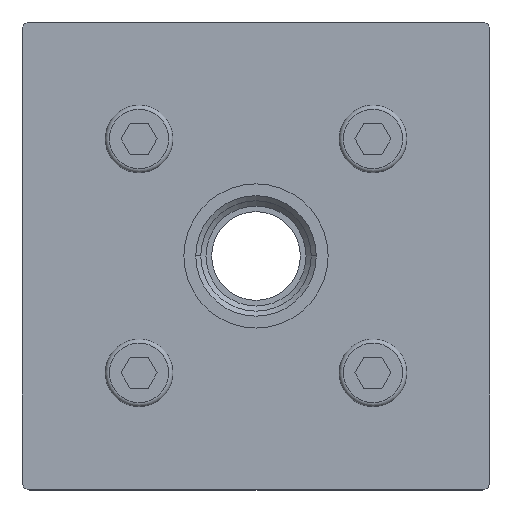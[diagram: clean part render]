
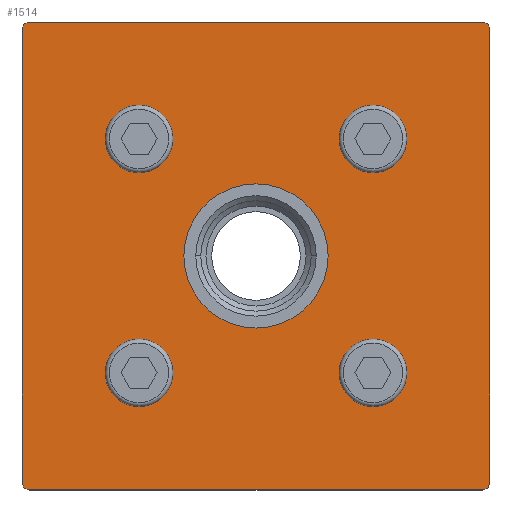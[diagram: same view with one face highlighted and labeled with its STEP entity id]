
A CAD part, top view. The second image highlights one B-rep face of the part: STEP entity #1514.
In plain terms, the highlighted planar face has unit normal (0, 0, 1).
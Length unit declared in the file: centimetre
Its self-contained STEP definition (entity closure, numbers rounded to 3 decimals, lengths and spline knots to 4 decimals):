
#58=FACE_BOUND('',#290,.T.);
#59=FACE_BOUND('',#291,.T.);
#60=FACE_BOUND('',#292,.T.);
#61=FACE_BOUND('',#293,.T.);
#62=FACE_BOUND('',#294,.T.);
#96=PLANE('',#1668);
#175=FACE_OUTER_BOUND('',#289,.T.);
#289=EDGE_LOOP('',(#1263,#1264,#1265,#1266,#1267,#1268,#1269,#1270));
#290=EDGE_LOOP('',(#1271));
#291=EDGE_LOOP('',(#1272));
#292=EDGE_LOOP('',(#1273));
#293=EDGE_LOOP('',(#1274));
#294=EDGE_LOOP('',(#1275));
#412=LINE('',#2475,#543);
#413=LINE('',#2479,#544);
#414=LINE('',#2483,#545);
#415=LINE('',#2487,#546);
#543=VECTOR('',#2024,1.);
#544=VECTOR('',#2027,1.);
#545=VECTOR('',#2030,1.);
#546=VECTOR('',#2033,1.);
#634=CIRCLE('',#1639,4.5);
#636=CIRCLE('',#1642,4.5);
#645=CIRCLE('',#1657,13.8684);
#653=CIRCLE('',#1669,1.5);
#654=CIRCLE('',#1670,1.5);
#655=CIRCLE('',#1671,1.5);
#656=CIRCLE('',#1672,1.5);
#657=CIRCLE('',#1673,4.5);
#658=CIRCLE('',#1674,4.5);
#740=VERTEX_POINT('',#2408);
#742=VERTEX_POINT('',#2414);
#752=VERTEX_POINT('',#2445);
#763=VERTEX_POINT('',#2473);
#764=VERTEX_POINT('',#2474);
#765=VERTEX_POINT('',#2476);
#766=VERTEX_POINT('',#2478);
#767=VERTEX_POINT('',#2480);
#768=VERTEX_POINT('',#2482);
#769=VERTEX_POINT('',#2484);
#770=VERTEX_POINT('',#2486);
#771=VERTEX_POINT('',#2489);
#772=VERTEX_POINT('',#2491);
#910=EDGE_CURVE('',#740,#740,#634,.T.);
#913=EDGE_CURVE('',#742,#742,#636,.T.);
#928=EDGE_CURVE('',#752,#752,#645,.T.);
#940=EDGE_CURVE('',#763,#764,#412,.T.);
#941=EDGE_CURVE('',#764,#765,#653,.T.);
#942=EDGE_CURVE('',#765,#766,#413,.T.);
#943=EDGE_CURVE('',#766,#767,#654,.T.);
#944=EDGE_CURVE('',#767,#768,#414,.T.);
#945=EDGE_CURVE('',#768,#769,#655,.T.);
#946=EDGE_CURVE('',#769,#770,#415,.T.);
#947=EDGE_CURVE('',#770,#763,#656,.T.);
#948=EDGE_CURVE('',#771,#771,#657,.T.);
#949=EDGE_CURVE('',#772,#772,#658,.T.);
#1263=ORIENTED_EDGE('',*,*,#940,.T.);
#1264=ORIENTED_EDGE('',*,*,#941,.T.);
#1265=ORIENTED_EDGE('',*,*,#942,.T.);
#1266=ORIENTED_EDGE('',*,*,#943,.T.);
#1267=ORIENTED_EDGE('',*,*,#944,.T.);
#1268=ORIENTED_EDGE('',*,*,#945,.T.);
#1269=ORIENTED_EDGE('',*,*,#946,.T.);
#1270=ORIENTED_EDGE('',*,*,#947,.T.);
#1271=ORIENTED_EDGE('',*,*,#910,.T.);
#1272=ORIENTED_EDGE('',*,*,#913,.T.);
#1273=ORIENTED_EDGE('',*,*,#928,.T.);
#1274=ORIENTED_EDGE('',*,*,#948,.T.);
#1275=ORIENTED_EDGE('',*,*,#949,.T.);
#1514=ADVANCED_FACE('',(#175,#58,#59,#60,#61,#62),#96,.T.);
#1639=AXIS2_PLACEMENT_3D('',#2410,#1953,#1954);
#1642=AXIS2_PLACEMENT_3D('',#2416,#1960,#1961);
#1657=AXIS2_PLACEMENT_3D('',#2447,#1996,#1997);
#1668=AXIS2_PLACEMENT_3D('',#2472,#2022,#2023);
#1669=AXIS2_PLACEMENT_3D('',#2477,#2025,#2026);
#1670=AXIS2_PLACEMENT_3D('',#2481,#2028,#2029);
#1671=AXIS2_PLACEMENT_3D('',#2485,#2031,#2032);
#1672=AXIS2_PLACEMENT_3D('',#2488,#2034,#2035);
#1673=AXIS2_PLACEMENT_3D('',#2490,#2036,#2037);
#1674=AXIS2_PLACEMENT_3D('',#2492,#2038,#2039);
#1953=DIRECTION('center_axis',(0.,0.,-1.));
#1954=DIRECTION('ref_axis',(-1.,0.,0.));
#1960=DIRECTION('center_axis',(0.,0.,-1.));
#1961=DIRECTION('ref_axis',(-1.,0.,0.));
#1996=DIRECTION('center_axis',(0.,0.,-1.));
#1997=DIRECTION('ref_axis',(-1.,0.,0.));
#2022=DIRECTION('center_axis',(0.,0.,1.));
#2023=DIRECTION('ref_axis',(0.,-1.,0.));
#2024=DIRECTION('',(1.,0.,0.));
#2025=DIRECTION('center_axis',(0.,0.,1.));
#2026=DIRECTION('ref_axis',(0.,-1.,0.));
#2027=DIRECTION('',(0.,1.,0.));
#2028=DIRECTION('center_axis',(0.,0.,1.));
#2029=DIRECTION('ref_axis',(1.,0.,0.));
#2030=DIRECTION('',(-1.,0.,0.));
#2031=DIRECTION('center_axis',(0.,0.,1.));
#2032=DIRECTION('ref_axis',(0.,1.,0.));
#2033=DIRECTION('',(0.,-1.,0.));
#2034=DIRECTION('center_axis',(0.,0.,1.));
#2035=DIRECTION('ref_axis',(-1.,0.,0.));
#2036=DIRECTION('center_axis',(0.,0.,-1.));
#2037=DIRECTION('ref_axis',(-1.,0.,0.));
#2038=DIRECTION('center_axis',(0.,0.,-1.));
#2039=DIRECTION('ref_axis',(-1.,0.,0.));
#2408=CARTESIAN_POINT('',(27.,22.5,17.));
#2410=CARTESIAN_POINT('Origin',(22.5,22.5,17.));
#2414=CARTESIAN_POINT('',(72.,22.5,17.));
#2416=CARTESIAN_POINT('Origin',(67.5,22.5,17.));
#2445=CARTESIAN_POINT('',(58.8684,45.,17.));
#2447=CARTESIAN_POINT('Origin',(45.,45.,17.));
#2472=CARTESIAN_POINT('Origin',(30.,64.05,17.));
#2473=CARTESIAN_POINT('',(1.5,0.,17.));
#2474=CARTESIAN_POINT('',(88.5,0.,17.));
#2475=CARTESIAN_POINT('',(1.5,0.,17.));
#2476=CARTESIAN_POINT('',(90.,1.5,17.));
#2477=CARTESIAN_POINT('Origin',(88.5,1.5,17.));
#2478=CARTESIAN_POINT('',(90.,88.5,17.));
#2479=CARTESIAN_POINT('',(90.,24.,17.));
#2480=CARTESIAN_POINT('',(88.5,90.,17.));
#2481=CARTESIAN_POINT('Origin',(88.5,88.5,17.));
#2482=CARTESIAN_POINT('',(1.5,90.,17.));
#2483=CARTESIAN_POINT('',(88.5,90.,17.));
#2484=CARTESIAN_POINT('',(0.,88.5,17.));
#2485=CARTESIAN_POINT('Origin',(1.5,88.5,17.));
#2486=CARTESIAN_POINT('',(0.,1.5,17.));
#2487=CARTESIAN_POINT('',(0.,88.5,17.));
#2488=CARTESIAN_POINT('Origin',(1.5,1.5,17.));
#2489=CARTESIAN_POINT('',(72.,67.5,17.));
#2490=CARTESIAN_POINT('Origin',(67.5,67.5,17.));
#2491=CARTESIAN_POINT('',(27.,67.5,17.));
#2492=CARTESIAN_POINT('Origin',(22.5,67.5,17.));
